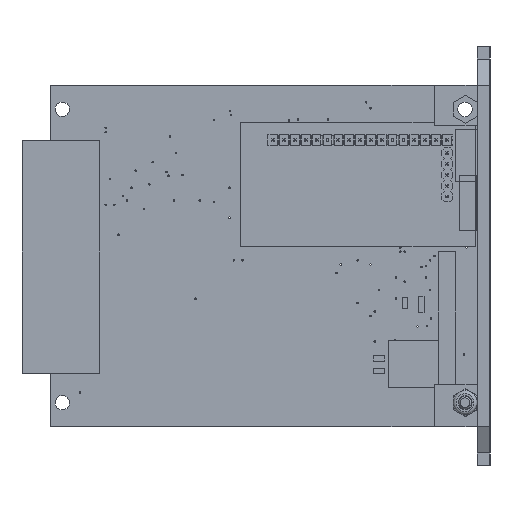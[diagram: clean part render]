
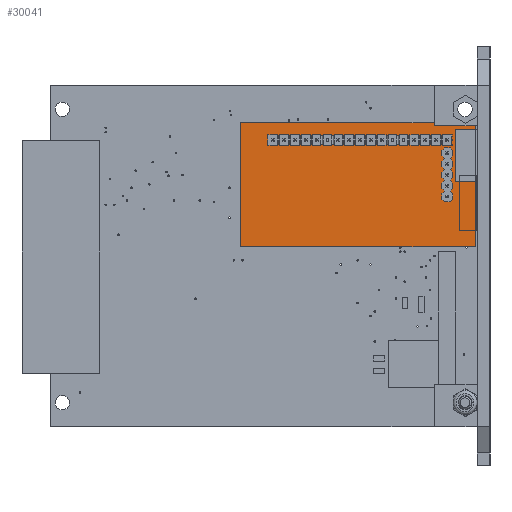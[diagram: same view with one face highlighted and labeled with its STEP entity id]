
A CAD part, left-side view. The second image highlights one B-rep face of the part: STEP entity #30041.
In plain terms, the highlighted face is planar.
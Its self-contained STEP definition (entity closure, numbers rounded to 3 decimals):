
#1986=PLANE('',#32309);
#3511=FACE_OUTER_BOUND('',#5595,.T.);
#5595=EDGE_LOOP('',(#23641,#23642,#23643,#23644));
#7574=LINE('',#43895,#11072);
#7575=LINE('',#43897,#11073);
#7576=LINE('',#43899,#11074);
#7577=LINE('',#43900,#11075);
#11072=VECTOR('',#36160,10.);
#11073=VECTOR('',#36161,10.);
#11074=VECTOR('',#36162,10.);
#11075=VECTOR('',#36163,10.);
#15248=VERTEX_POINT('',#43893);
#15249=VERTEX_POINT('',#43894);
#15250=VERTEX_POINT('',#43896);
#15251=VERTEX_POINT('',#43898);
#18291=EDGE_CURVE('',#15248,#15249,#7574,.T.);
#18292=EDGE_CURVE('',#15249,#15250,#7575,.T.);
#18293=EDGE_CURVE('',#15250,#15251,#7576,.T.);
#18294=EDGE_CURVE('',#15251,#15248,#7577,.T.);
#23641=ORIENTED_EDGE('',*,*,#18291,.T.);
#23642=ORIENTED_EDGE('',*,*,#18292,.T.);
#23643=ORIENTED_EDGE('',*,*,#18293,.T.);
#23644=ORIENTED_EDGE('',*,*,#18294,.T.);
#30041=ADVANCED_FACE('',(#3511),#1986,.T.);
#32309=AXIS2_PLACEMENT_3D('',#43892,#36158,#36159);
#36158=DIRECTION('center_axis',(0.,0.,1.));
#36159=DIRECTION('ref_axis',(1.,0.,0.));
#36160=DIRECTION('',(0.,1.,0.));
#36161=DIRECTION('',(-1.,0.,0.));
#36162=DIRECTION('',(0.,-1.,0.));
#36163=DIRECTION('',(1.,0.,0.));
#43892=CARTESIAN_POINT('Origin',(-0.328,-0.05,
0.1));
#43893=CARTESIAN_POINT('',(14.225,-27.525,0.1));
#43894=CARTESIAN_POINT('',(14.225,27.425,0.1));
#43895=CARTESIAN_POINT('',(14.225,-0.05,0.1));
#43896=CARTESIAN_POINT('',(-14.88,27.425,0.1));
#43897=CARTESIAN_POINT('',(-0.328,27.425,0.1));
#43898=CARTESIAN_POINT('',(-14.88,-27.525,0.1));
#43899=CARTESIAN_POINT('',(-14.88,-0.05,0.1));
#43900=CARTESIAN_POINT('',(-0.328,-27.525,0.1));
